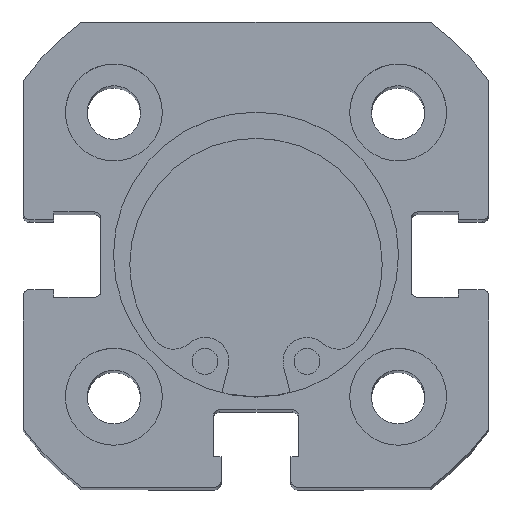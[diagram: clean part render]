
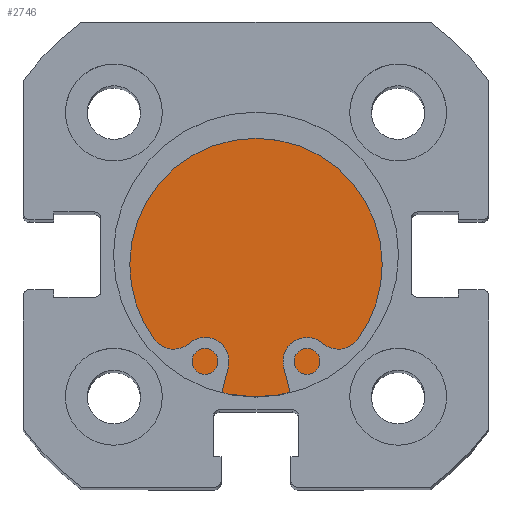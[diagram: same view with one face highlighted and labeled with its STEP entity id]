
A CAD part, top view. The second image highlights one B-rep face of the part: STEP entity #2746.
In plain terms, the highlighted face is planar.
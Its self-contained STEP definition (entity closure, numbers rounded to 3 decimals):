
#65 = EDGE_CURVE ( 'NONE', #1120, #1121, #3357, .T. ) ;
#76 = EDGE_CURVE ( 'NONE', #1121, #1120, #3372, .T. ) ;
#454 = AXIS2_PLACEMENT_3D ( 'NONE', #1287, #1305, #1306 ) ;
#458 = AXIS2_PLACEMENT_3D ( 'NONE', #1333, #1335, #1336 ) ;
#721 = AXIS2_PLACEMENT_3D ( 'NONE', #4725, #4728, #4729 ) ;
#1120 = VERTEX_POINT ( 'NONE', #4411 ) ;
#1121 = VERTEX_POINT ( 'NONE', #4412 ) ;
#1287 = CARTESIAN_POINT ( 'NONE',  ( 6., 0., 0. ) ) ;
#1305 = DIRECTION ( 'NONE',  ( -1., 0., 0. ) ) ;
#1306 = DIRECTION ( 'NONE',  ( 0., 0., 1. ) ) ;
#1333 = CARTESIAN_POINT ( 'NONE',  ( 6., 0., 0. ) ) ;
#1335 = DIRECTION ( 'NONE',  ( -1., 0., 0. ) ) ;
#1336 = DIRECTION ( 'NONE',  ( 0., 0., 1. ) ) ;
#2192 = FACE_OUTER_BOUND ( 'NONE', #5656, .T. ) ;
#2746 = ADVANCED_FACE ( 'NONE', ( #2192 ), #4726, .F. ) ;
#3357 = CIRCLE ( 'NONE', #454, 11. ) ;
#3372 = CIRCLE ( 'NONE', #458, 11. ) ;
#4411 = CARTESIAN_POINT ( 'NONE',  ( 6., 0., 11. ) ) ;
#4412 = CARTESIAN_POINT ( 'NONE',  ( 6., 0., -11. ) ) ;
#4725 = CARTESIAN_POINT ( 'NONE',  ( 6., 11., 0. ) ) ;
#4726 = PLANE ( 'NONE',  #721 ) ;
#4728 = DIRECTION ( 'NONE',  ( -1., 0., 0. ) ) ;
#4729 = DIRECTION ( 'NONE',  ( 0., 0., 1. ) ) ;
#5355 = ORIENTED_EDGE ( 'NONE', *, *, #76, .F. ) ;
#5496 = ORIENTED_EDGE ( 'NONE', *, *, #65, .F. ) ;
#5656 = EDGE_LOOP ( 'NONE', ( #5496, #5355 ) ) ;
